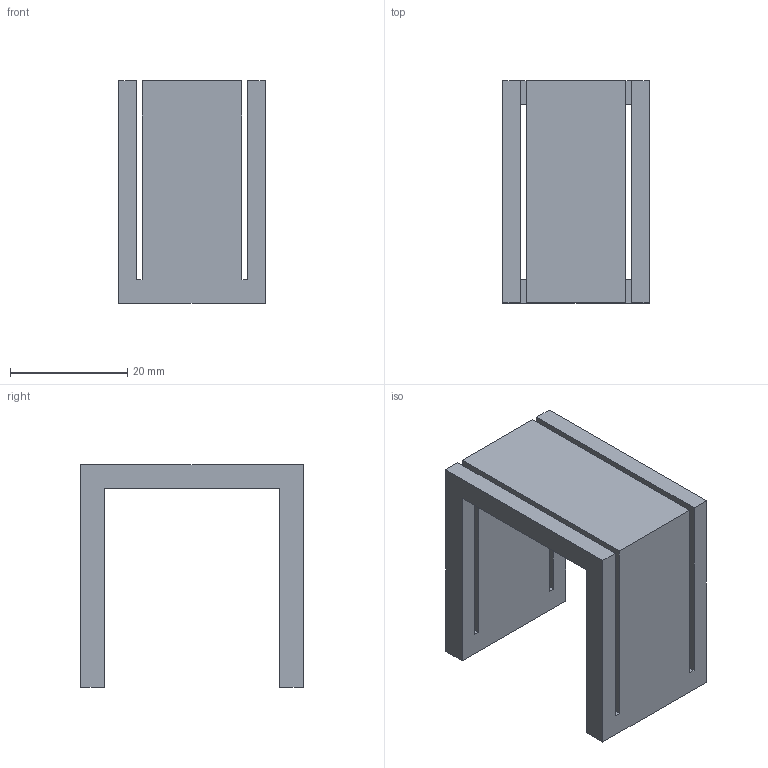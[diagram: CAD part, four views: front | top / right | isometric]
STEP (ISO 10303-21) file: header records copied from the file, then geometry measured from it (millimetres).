
FILE_DESCRIPTION (( 'STEP AP214' ), '1' );
FILE_NAME ('3030_saw_jig.STEP', '2023-06-08T19:21:31', ( '' ), ( '' ), 'SwSTEP 2.0', 'SolidWorks 2023', '' );
FILE_SCHEMA (( 'AUTOMOTIVE_DESIGN' ));
Length unit declared in the file: millimetre
Products named in the file (1): 3030_saw_jig
Bounding box: 25 x 38 x 38 mm (x, y, z)
Volume: 9816 mm3; surface area: 7540 mm2
Topology: 1 solids, 1 shells, 22 faces, 72 edges, 48 vertices
Faces by surface type: plane 22
Entity records: 807 total; most frequent: ORIENTED_EDGE 144, CARTESIAN_POINT 143, DIRECTION 118, LINE 72, EDGE_CURVE 72, VECTOR 72, VERTEX_POINT 48, AXIS2_PLACEMENT_3D 23
